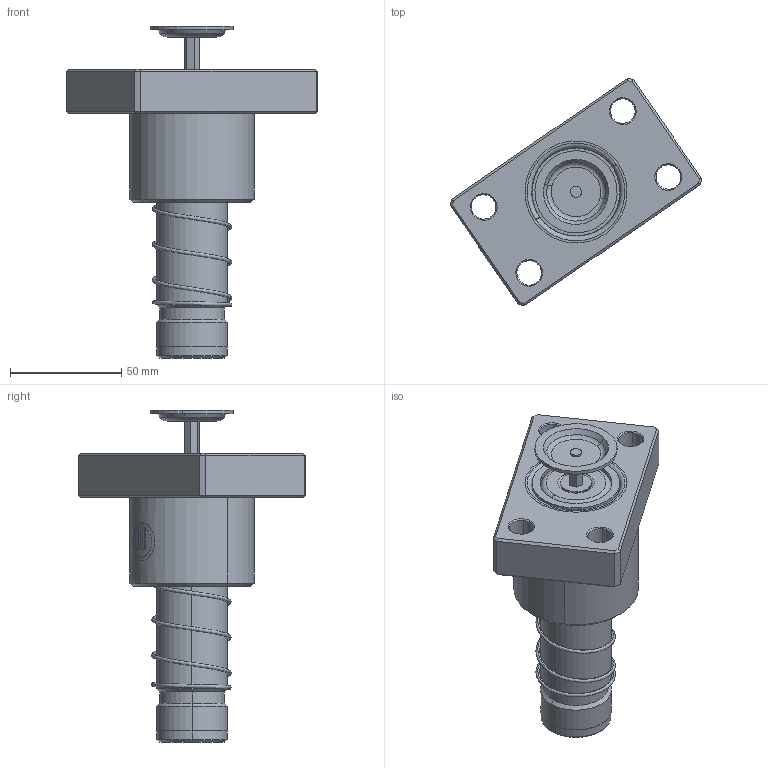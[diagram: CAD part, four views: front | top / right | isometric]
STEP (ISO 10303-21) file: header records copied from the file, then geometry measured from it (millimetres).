
FILE_DESCRIPTION (( 'STEP AP214' ), '1' );
FILE_NAME ('FMJ FMS-D32-L130.STEP', '2021-09-18T03:14:52', ( '' ), ( '' ), 'SwSTEP 2.0', 'SolidWorks 2016', '' );
FILE_SCHEMA (( 'AUTOMOTIVE_DESIGN' ));
Length unit declared in the file: millimetre
Products named in the file (152): BALL-D4; GTM-M12蹟簽; BJ BS-D39.5-32.5-L60; MGM-D32-L130; GTM-37郪蚾; SAB-32; GTM-37; GTM-3-縐种; HWP-D35.7-d32.5-L50; BJ BS-39.5-32.5-L60郪蚾; FMJ FMS-D32-L130; SAB-32-1
Assembly tree (144 placements, depth 3):
  BALL-D4
  BALL-D4
  BALL-D4
  BALL-D4
  BALL-D4
Bounding box: 112.99 x 102.22 x 149.36 mm (x, y, z)
Volume: 257236.9 mm3; surface area: 97911.3 mm2
Topology: 136 solids, 136 shells, 705 faces, 2786 edges, 1847 vertices
Faces by surface type: sphere 512, plane 69, cylinder 56, cone 34, bspline 22, torus 12
Entity records: 34123 total; most frequent: CARTESIAN_POINT 17241, ORIENTED_EDGE 2478, DIRECTION 2212, EDGE_CURVE 1239, AXIS2_PLACEMENT_3D 997, VERTEX_POINT 803, EDGE_LOOP 722, B_SPLINE_CURVE_WITH_KNOTS 588
